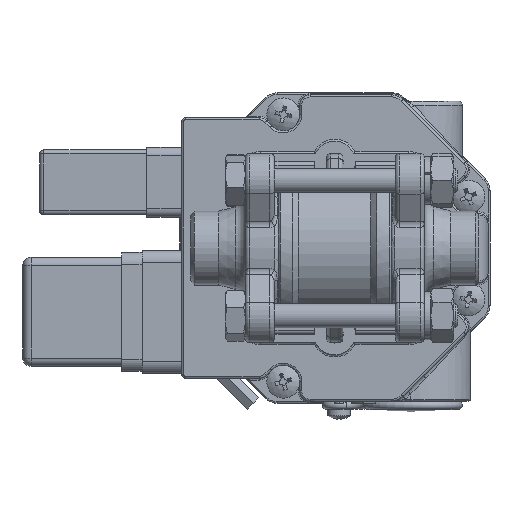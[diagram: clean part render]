
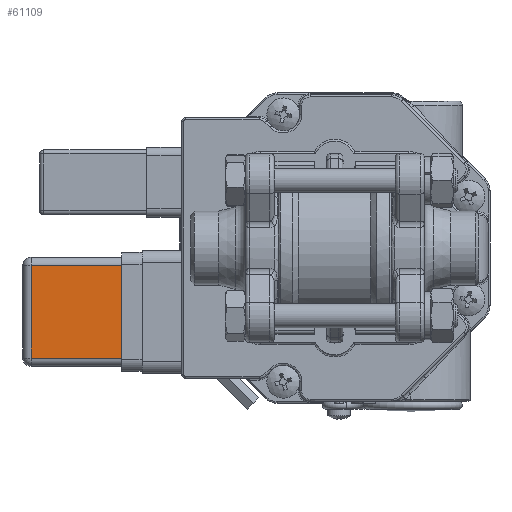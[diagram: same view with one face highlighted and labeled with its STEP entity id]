
A CAD part, front view. The second image highlights one B-rep face of the part: STEP entity #61109.
In plain terms, the highlighted face is planar.
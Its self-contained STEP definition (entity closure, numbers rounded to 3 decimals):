
#19078=ORIENTED_EDGE('',*,*,#26562,.T.);
#19079=ORIENTED_EDGE('',*,*,#26558,.T.);
#19080=ORIENTED_EDGE('',*,*,#26578,.T.);
#19081=ORIENTED_EDGE('',*,*,#26571,.T.);
#26558=EDGE_CURVE('',#31130,#31134,#34185,.T.);
#26562=EDGE_CURVE('',#31136,#31130,#34188,.T.);
#26571=EDGE_CURVE('',#31141,#31136,#34194,.T.);
#26578=EDGE_CURVE('',#31134,#31141,#34199,.T.);
#31130=VERTEX_POINT('',#120511);
#31134=VERTEX_POINT('',#120522);
#31136=VERTEX_POINT('',#120528);
#31141=VERTEX_POINT('',#120548);
#34185=LINE('',#120524,#37126);
#34188=LINE('',#120531,#37129);
#34194=LINE('',#120547,#37135);
#34199=LINE('',#120561,#37140);
#37126=VECTOR('',#79808,1000.);
#37129=VECTOR('',#79815,1000.);
#37135=VECTOR('',#79835,1000.);
#37140=VECTOR('',#79852,1000.);
#40511=EDGE_LOOP('',(#19078,#19079,#19080,#19081));
#44037=FACE_BOUND('',#40511,.T.);
#45210=PLANE('',#66524);
#61109=ADVANCED_FACE('',(#44037),#45210,.F.);
#66524=AXIS2_PLACEMENT_3D('',#120560,#79850,#79851);
#79808=DIRECTION('',(0.,0.,-1.));
#79815=DIRECTION('',(1.,0.,0.));
#79835=DIRECTION('',(0.,0.,1.));
#79850=DIRECTION('',(0.,-1.,0.));
#79851=DIRECTION('',(0.,0.,-1.));
#79852=DIRECTION('',(-1.,0.,0.));
#120511=CARTESIAN_POINT('',(11.25,13.25,36.6));
#120522=CARTESIAN_POINT('',(11.25,13.25,14.6));
#120524=CARTESIAN_POINT('',(11.25,13.25,38.6));
#120528=CARTESIAN_POINT('',(-11.25,13.25,36.6));
#120531=CARTESIAN_POINT('',(-13.25,13.25,36.6));
#120547=CARTESIAN_POINT('',(-11.25,13.25,38.6));
#120548=CARTESIAN_POINT('',(-11.25,13.25,14.6));
#120560=CARTESIAN_POINT('',(-13.25,13.25,38.6));
#120561=CARTESIAN_POINT('',(-13.25,13.25,14.6));
